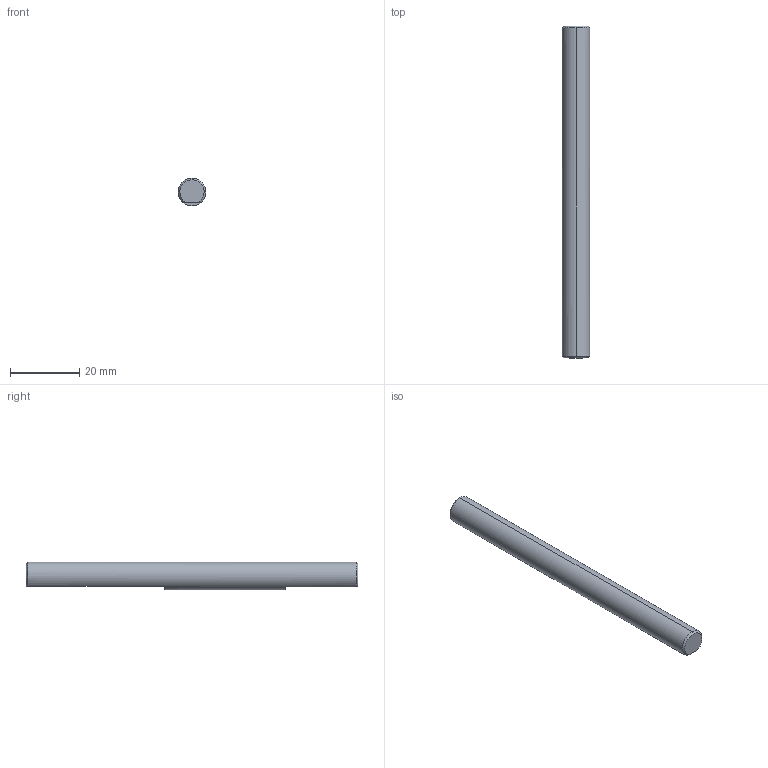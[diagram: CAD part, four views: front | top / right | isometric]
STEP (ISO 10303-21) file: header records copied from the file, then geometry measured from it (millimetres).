
FILE_DESCRIPTION (( 'STEP AP214' ), '1' );
FILE_NAME ('Thread D Shaft 8X96mm蹟恇D倛粣.step', '2016-10-28T04:19:02', ( 'dell' ), ( '' ), 'SwSTEP 2.0', 'SolidWorks 2013', '' );
FILE_SCHEMA (( 'AUTOMOTIVE_DESIGN' ));
Length unit declared in the file: millimetre
Products named in the file (1): Thread D Shaft 8X96mm蹟恇D倛粣
Bounding box: 8 x 96 x 8 mm (x, y, z)
Volume: 4599.9 mm3; surface area: 2477.8 mm2
Topology: 1 solids, 1 shells, 13 faces, 32 edges, 21 vertices
Faces by surface type: plane 8, cone 3, cylinder 2
Entity records: 451 total; most frequent: CARTESIAN_POINT 85, DIRECTION 65, ORIENTED_EDGE 64, EDGE_CURVE 32, AXIS2_PLACEMENT_3D 25, VERTEX_POINT 21, VECTOR 15, LINE 15
